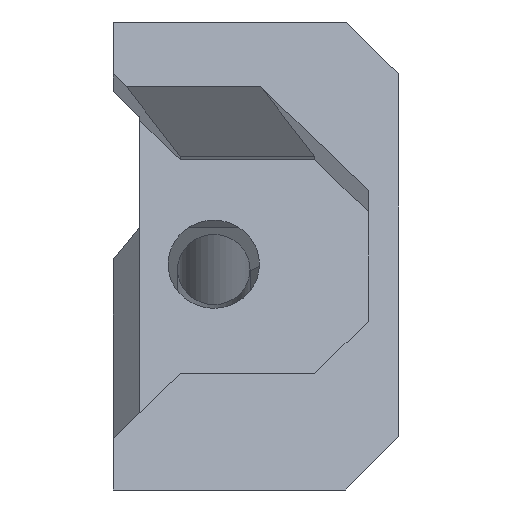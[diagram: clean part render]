
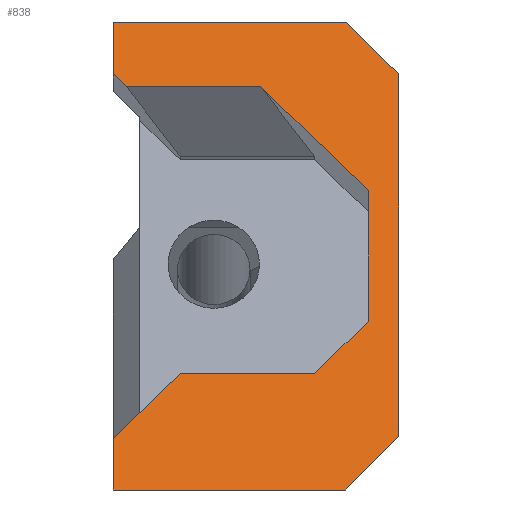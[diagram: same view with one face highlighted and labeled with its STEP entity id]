
A CAD part, left-side view. The second image highlights one B-rep face of the part: STEP entity #838.
In plain terms, the highlighted planar face has unit normal (-0.965, 0, 0.263).
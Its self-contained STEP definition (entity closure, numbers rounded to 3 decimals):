
#59=PLANE('',#912);
#105=FACE_OUTER_BOUND('',#153,.T.);
#153=EDGE_LOOP('',(#774,#775,#776,#777,#778,#779,#780,#781,#782,#783,#784,
#785,#786,#787));
#185=LINE('',#1195,#294);
#192=LINE('',#1210,#301);
#196=LINE('',#1219,#305);
#224=LINE('',#1280,#333);
#237=LINE('',#1307,#346);
#239=LINE('',#1310,#348);
#240=LINE('',#1313,#349);
#246=LINE('',#1324,#355);
#254=LINE('',#1339,#363);
#257=LINE('',#1344,#366);
#258=LINE('',#1350,#367);
#261=LINE('',#1354,#370);
#262=LINE('',#1356,#371);
#263=LINE('',#1358,#372);
#294=VECTOR('',#972,10.);
#301=VECTOR('',#983,10.);
#305=VECTOR('',#991,10.);
#333=VECTOR('',#1043,10.);
#346=VECTOR('',#1070,10.);
#348=VECTOR('',#1074,10.);
#349=VECTOR('',#1077,10.);
#355=VECTOR('',#1085,10.);
#363=VECTOR('',#1101,10.);
#366=VECTOR('',#1106,10.);
#367=VECTOR('',#1113,10.);
#370=VECTOR('',#1118,10.);
#371=VECTOR('',#1121,10.);
#372=VECTOR('',#1124,10.);
#400=VERTEX_POINT('',#1192);
#401=VERTEX_POINT('',#1194);
#404=VERTEX_POINT('',#1203);
#407=VERTEX_POINT('',#1208);
#410=VERTEX_POINT('',#1218);
#431=VERTEX_POINT('',#1278);
#437=VERTEX_POINT('',#1304);
#438=VERTEX_POINT('',#1306);
#439=VERTEX_POINT('',#1312);
#443=VERTEX_POINT('',#1322);
#446=VERTEX_POINT('',#1337);
#447=VERTEX_POINT('',#1342);
#448=VERTEX_POINT('',#1348);
#449=VERTEX_POINT('',#1349);
#482=EDGE_CURVE('',#401,#400,#185,.T.);
#489=EDGE_CURVE('',#407,#404,#192,.T.);
#493=EDGE_CURVE('',#410,#404,#196,.T.);
#524=EDGE_CURVE('',#431,#400,#224,.T.);
#537=EDGE_CURVE('',#438,#437,#237,.T.);
#539=EDGE_CURVE('',#437,#401,#239,.T.);
#540=EDGE_CURVE('',#438,#439,#240,.T.);
#546=EDGE_CURVE('',#443,#431,#246,.T.);
#554=EDGE_CURVE('',#446,#443,#254,.T.);
#557=EDGE_CURVE('',#447,#446,#257,.T.);
#558=EDGE_CURVE('',#448,#449,#258,.T.);
#561=EDGE_CURVE('',#449,#407,#261,.T.);
#562=EDGE_CURVE('',#439,#448,#262,.T.);
#563=EDGE_CURVE('',#447,#410,#263,.T.);
#774=ORIENTED_EDGE('',*,*,#561,.F.);
#775=ORIENTED_EDGE('',*,*,#558,.F.);
#776=ORIENTED_EDGE('',*,*,#562,.F.);
#777=ORIENTED_EDGE('',*,*,#540,.F.);
#778=ORIENTED_EDGE('',*,*,#537,.T.);
#779=ORIENTED_EDGE('',*,*,#539,.T.);
#780=ORIENTED_EDGE('',*,*,#482,.T.);
#781=ORIENTED_EDGE('',*,*,#524,.F.);
#782=ORIENTED_EDGE('',*,*,#546,.F.);
#783=ORIENTED_EDGE('',*,*,#554,.F.);
#784=ORIENTED_EDGE('',*,*,#557,.F.);
#785=ORIENTED_EDGE('',*,*,#563,.T.);
#786=ORIENTED_EDGE('',*,*,#493,.T.);
#787=ORIENTED_EDGE('',*,*,#489,.F.);
#838=ADVANCED_FACE('',(#105),#59,.T.);
#912=AXIS2_PLACEMENT_3D('',#1357,#1122,#1123);
#972=DIRECTION('',(0.,-1.,0.));
#983=DIRECTION('',(0.,1.,0.));
#991=DIRECTION('',(-0.186,-0.707,-0.682));
#1043=DIRECTION('',(-0.189,0.694,-0.694));
#1070=DIRECTION('',(-0.186,0.707,-0.682));
#1074=DIRECTION('',(-0.263,0.,-0.965));
#1077=DIRECTION('',(0.,-1.,0.));
#1085=DIRECTION('',(-0.263,0.,-0.965));
#1101=DIRECTION('',(-0.186,-0.707,-0.682));
#1106=DIRECTION('',(0.,-1.,0.));
#1113=DIRECTION('',(0.263,0.,0.965));
#1118=DIRECTION('',(0.186,0.707,0.682));
#1121=DIRECTION('',(0.186,-0.707,0.682));
#1122=DIRECTION('center_axis',(-0.965,0.,0.263));
#1123=DIRECTION('ref_axis',(-0.263,0.,-0.965));
#1124=DIRECTION('',(-0.263,0.,-0.965));
#1192=CARTESIAN_POINT('',(-8.157,-9.053,4.99));
#1194=CARTESIAN_POINT('',(-8.157,-0.413,4.99));
#1195=CARTESIAN_POINT('',(-8.157,-0.413,4.99));
#1203=CARTESIAN_POINT('',(-4.065,-0.913,19.992));
#1208=CARTESIAN_POINT('',(-4.066,-5.913,19.992));
#1210=CARTESIAN_POINT('',(-4.065,-0.413,19.992));
#1218=CARTESIAN_POINT('',(-3.934,-0.413,20.474));
#1219=CARTESIAN_POINT('',(-3.802,0.087,20.957));
#1278=CARTESIAN_POINT('',(-7.612,-11.053,6.99));
#1280=CARTESIAN_POINT('',(-7.286,-12.247,8.184));
#1304=CARTESIAN_POINT('',(-7.63,-0.413,6.92));
#1306=CARTESIAN_POINT('',(-6.973,-2.913,9.331));
#1307=CARTESIAN_POINT('',(-6.246,-5.675,11.997));
#1310=CARTESIAN_POINT('',(-6.973,-0.413,9.331));
#1312=CARTESIAN_POINT('',(-6.973,-7.913,9.331));
#1313=CARTESIAN_POINT('',(-6.973,-0.413,9.331));
#1322=CARTESIAN_POINT('',(-3.935,-11.053,20.474));
#1324=CARTESIAN_POINT('',(-3.408,-11.053,22.404));
#1337=CARTESIAN_POINT('',(-3.408,-9.053,22.404));
#1339=CARTESIAN_POINT('',(-2.971,-7.393,24.005));
#1342=CARTESIAN_POINT('',(-3.407,-0.413,22.404));
#1344=CARTESIAN_POINT('',(-3.407,-0.413,22.404));
#1348=CARTESIAN_POINT('',(-6.447,-9.913,11.261));
#1349=CARTESIAN_POINT('',(-5.118,-9.913,16.133));
#1350=CARTESIAN_POINT('',(-5.451,-9.913,14.915));
#1354=CARTESIAN_POINT('',(-4.993,-9.437,16.592));
#1356=CARTESIAN_POINT('',(-6.309,-10.437,11.766));
#1357=CARTESIAN_POINT('Origin',(-3.407,-0.413,22.404));
#1358=CARTESIAN_POINT('',(-3.407,-0.413,22.404));
